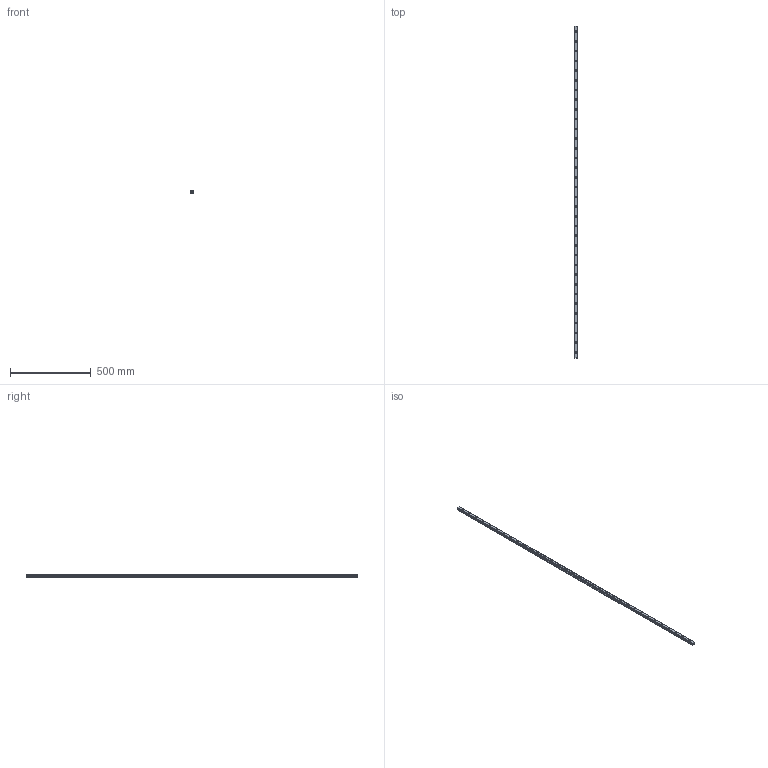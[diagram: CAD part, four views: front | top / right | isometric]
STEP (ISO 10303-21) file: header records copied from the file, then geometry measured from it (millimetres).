
FILE_DESCRIPTION(('STEP AP214'),'1');
FILE_NAME('cctmp_CC9AF543-BDB2-4EDE-A2B2-6ED1FB180C35_2020_5_19_9_26_47_609..stp','2020-05-19T07:26:47',('HIWIN GmbH'),('CADClick - www.CADClick.com'),'Spatial InterOp 3D',' ','unknown authorization');
FILE_SCHEMA(('AUTOMOTIVE_DESIGN'));
Length unit declared in the file: millimetre
Products named in the file (1): HGR20R2050H_FILE
Bounding box: 20 x 2050 x 17.5 mm (x, y, z)
Volume: 586205.7 mm3; surface area: 173942.2 mm2
Topology: 1 solids, 1 shells, 413 faces, 915 edges, 610 vertices
Faces by surface type: cylinder 226, plane 187
Entity records: 14929 total; most frequent: DIRECTION 2195, CARTESIAN_POINT 1939, ORIENTED_EDGE 1830, EDGE_CURVE 915, AXIS2_PLACEMENT_3D 866, VERTEX_POINT 610, EDGE_LOOP 519, LINE 463
